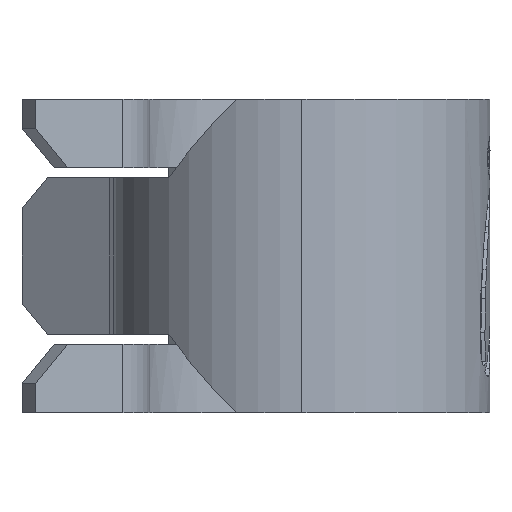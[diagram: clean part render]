
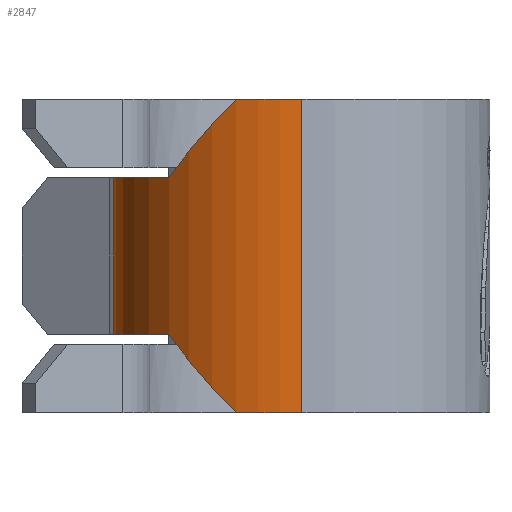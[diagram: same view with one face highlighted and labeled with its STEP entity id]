
A CAD part, left-side view. The second image highlights one B-rep face of the part: STEP entity #2847.
In plain terms, the highlighted cylindrical face has radius 4.8 mm (diameter 9.6 mm), a partial arc.
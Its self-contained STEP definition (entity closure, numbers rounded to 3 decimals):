
#46 = DIRECTION ( 'NONE',  ( 1., 0., 0. ) ) ;
#220 = VERTEX_POINT ( 'NONE', #5066 ) ;
#327 = AXIS2_PLACEMENT_3D ( 'NONE', #2663, #1732, #46 ) ;
#409 =( BOUNDED_CURVE ( )  B_SPLINE_CURVE ( 3, ( #3500, #4471, #5222, #1750 ),
 .UNSPECIFIED., .F., .T. ) 
 B_SPLINE_CURVE_WITH_KNOTS ( ( 4, 4 ),
 ( 4.283, 4.712 ),
 .UNSPECIFIED. ) 
 CURVE ( )  GEOMETRIC_REPRESENTATION_ITEM ( )  RATIONAL_B_SPLINE_CURVE ( ( 1., 0.985, 0.985, 1. ) ) 
 REPRESENTATION_ITEM ( '' )  );
#421 = AXIS2_PLACEMENT_3D ( 'NONE', #1824, #3572, #1310 ) ;
#454 = CARTESIAN_POINT ( 'NONE',  ( 0., 0., 4. ) ) ;
#503 = CARTESIAN_POINT ( 'NONE',  ( -3.394, 3.394, -2. ) ) ;
#515 = EDGE_CURVE ( 'NONE', #1095, #4702, #3692, .T. ) ;
#662 = CARTESIAN_POINT ( 'NONE',  ( 0., 0., -2. ) ) ;
#680 = EDGE_CURVE ( 'NONE', #220, #4307, #1055, .T. ) ;
#899 = VERTEX_POINT ( 'NONE', #1639 ) ;
#927 = CARTESIAN_POINT ( 'NONE',  ( -4.258, 2.321, -3.37 ) ) ;
#972 = AXIS2_PLACEMENT_3D ( 'NONE', #454, #2734, #3470 ) ;
#1055 = LINE ( 'NONE', #3625, #4614 ) ;
#1095 = VERTEX_POINT ( 'NONE', #2422 ) ;
#1202 = ORIENTED_EDGE ( 'NONE', *, *, #3902, .F. ) ;
#1307 = ORIENTED_EDGE ( 'NONE', *, *, #515, .T. ) ;
#1310 = DIRECTION ( 'NONE',  ( 1., 0., 0. ) ) ;
#1351 = AXIS2_PLACEMENT_3D ( 'NONE', #2153, #2216, #3032 ) ;
#1357 = CARTESIAN_POINT ( 'NONE',  ( -4.5, 1.671, -4. ) ) ;
#1359 = ORIENTED_EDGE ( 'NONE', *, *, #2199, .F. ) ;
#1493 = VERTEX_POINT ( 'NONE', #2258 ) ;
#1534 = CARTESIAN_POINT ( 'NONE',  ( 1.562, 4.539, -2. ) ) ;
#1589 = VERTEX_POINT ( 'NONE', #1534 ) ;
#1639 = CARTESIAN_POINT ( 'NONE',  ( -4.5, 1.671, 4. ) ) ;
#1732 = DIRECTION ( 'NONE',  ( 0., 0., 1. ) ) ;
#1750 = CARTESIAN_POINT ( 'NONE',  ( -3.394, 3.394, 2. ) ) ;
#1824 = CARTESIAN_POINT ( 'NONE',  ( 0., 0., -4. ) ) ;
#2093 = CARTESIAN_POINT ( 'NONE',  ( -3.884, 2.904, -2.693 ) ) ;
#2153 = CARTESIAN_POINT ( 'NONE',  ( 0., 0., 2. ) ) ;
#2199 = EDGE_CURVE ( 'NONE', #899, #220, #5193, .T. ) ;
#2216 = DIRECTION ( 'NONE',  ( 0., 0., 1. ) ) ;
#2258 = CARTESIAN_POINT ( 'NONE',  ( 1.562, 4.539, 2. ) ) ;
#2380 = DIRECTION ( 'NONE',  ( 0., 0., -1. ) ) ;
#2421 = ORIENTED_EDGE ( 'NONE', *, *, #2815, .T. ) ;
#2422 = CARTESIAN_POINT ( 'NONE',  ( -3.394, 3.394, -2. ) ) ;
#2555 = FACE_OUTER_BOUND ( 'NONE', #3815, .T. ) ;
#2603 = CIRCLE ( 'NONE', #5486, 4.8 ) ;
#2663 = CARTESIAN_POINT ( 'NONE',  ( 0., 0., 4. ) ) ;
#2734 = DIRECTION ( 'NONE',  ( 0., 0., -1. ) ) ;
#2759 = ORIENTED_EDGE ( 'NONE', *, *, #3054, .T. ) ;
#2815 = EDGE_CURVE ( 'NONE', #899, #5139, #409, .T. ) ;
#2847 = ADVANCED_FACE ( 'NONE', ( #2555 ), #3072, .T. ) ;
#3032 = DIRECTION ( 'NONE',  ( 1., 0., 0. ) ) ;
#3054 = EDGE_CURVE ( 'NONE', #4702, #4307, #3291, .T. ) ;
#3072 = CYLINDRICAL_SURFACE ( 'NONE', #972, 4.8 ) ;
#3291 = CIRCLE ( 'NONE', #421, 4.8 ) ;
#3305 = CARTESIAN_POINT ( 'NONE',  ( 1.562, 4.539, 4. ) ) ;
#3464 = CARTESIAN_POINT ( 'NONE',  ( -4.5, 1.671, -4. ) ) ;
#3470 = DIRECTION ( 'NONE',  ( -1., 0., 0. ) ) ;
#3500 = CARTESIAN_POINT ( 'NONE',  ( -4.5, 1.671, 4. ) ) ;
#3572 = DIRECTION ( 'NONE',  ( 0., 0., 1. ) ) ;
#3625 = CARTESIAN_POINT ( 'NONE',  ( -4.8, 0., 4. ) ) ;
#3686 = LINE ( 'NONE', #3305, #5119 ) ;
#3692 =( BOUNDED_CURVE ( )  B_SPLINE_CURVE ( 3, ( #503, #2093, #927, #1357 ),
 .UNSPECIFIED., .F., .F. ) 
 B_SPLINE_CURVE_WITH_KNOTS ( ( 4, 4 ),
 ( 4.712, 5.142 ),
 .UNSPECIFIED. ) 
 CURVE ( )  GEOMETRIC_REPRESENTATION_ITEM ( )  RATIONAL_B_SPLINE_CURVE ( ( 1., 0.985, 0.985, 1. ) ) 
 REPRESENTATION_ITEM ( '' )  );
#3700 = DIRECTION ( 'NONE',  ( 0., 0., -1. ) ) ;
#3715 = ORIENTED_EDGE ( 'NONE', *, *, #5161, .F. ) ;
#3815 = EDGE_LOOP ( 'NONE', ( #4176, #1359, #2421, #1202, #4958, #3715, #1307, #2759 ) ) ;
#3902 = EDGE_CURVE ( 'NONE', #1493, #5139, #5115, .T. ) ;
#4176 = ORIENTED_EDGE ( 'NONE', *, *, #680, .F. ) ;
#4202 = EDGE_CURVE ( 'NONE', #1493, #1589, #3686, .T. ) ;
#4307 = VERTEX_POINT ( 'NONE', #4341 ) ;
#4341 = CARTESIAN_POINT ( 'NONE',  ( -4.8, 0., -4. ) ) ;
#4471 = CARTESIAN_POINT ( 'NONE',  ( -4.258, 2.321, 3.37 ) ) ;
#4612 = DIRECTION ( 'NONE',  ( 0., 0., -1. ) ) ;
#4614 = VECTOR ( 'NONE', #3700, 1000. ) ;
#4702 = VERTEX_POINT ( 'NONE', #3464 ) ;
#4958 = ORIENTED_EDGE ( 'NONE', *, *, #4202, .T. ) ;
#5053 = DIRECTION ( 'NONE',  ( -1., 0., 0. ) ) ;
#5066 = CARTESIAN_POINT ( 'NONE',  ( -4.8, 0., 4. ) ) ;
#5115 = CIRCLE ( 'NONE', #1351, 4.8 ) ;
#5119 = VECTOR ( 'NONE', #4612, 1000. ) ;
#5139 = VERTEX_POINT ( 'NONE', #5522 ) ;
#5161 = EDGE_CURVE ( 'NONE', #1095, #1589, #2603, .T. ) ;
#5193 = CIRCLE ( 'NONE', #327, 4.8 ) ;
#5222 = CARTESIAN_POINT ( 'NONE',  ( -3.884, 2.904, 2.693 ) ) ;
#5486 = AXIS2_PLACEMENT_3D ( 'NONE', #662, #2380, #5053 ) ;
#5522 = CARTESIAN_POINT ( 'NONE',  ( -3.394, 3.394, 2. ) ) ;
